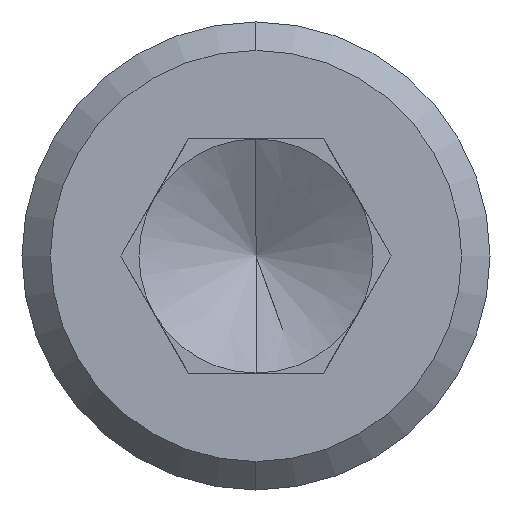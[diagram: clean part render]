
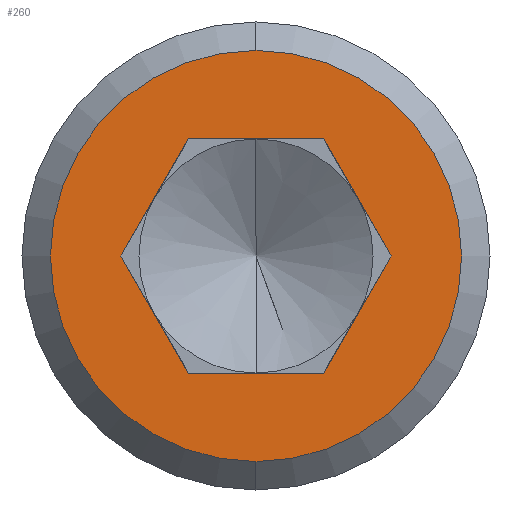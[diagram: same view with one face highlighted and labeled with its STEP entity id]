
A CAD part, left-side view. The second image highlights one B-rep face of the part: STEP entity #260.
In plain terms, the highlighted planar face has unit normal (-1, 0, 0).
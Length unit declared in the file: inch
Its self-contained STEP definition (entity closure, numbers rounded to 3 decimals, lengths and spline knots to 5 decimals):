
#1 = ORIENTED_EDGE ( 'NONE', *, *, #35, .T. ) ;
#25 = DIRECTION ( 'NONE',  ( 0., -0.5, -0.866 ) ) ;
#35 = EDGE_CURVE ( 'NONE', #328, #183, #113, .T. ) ;
#55 = ORIENTED_EDGE ( 'NONE', *, *, #704, .T. ) ;
#60 = LINE ( 'NONE', #195, #714 ) ;
#63 = ORIENTED_EDGE ( 'NONE', *, *, #92, .T. ) ;
#65 = CARTESIAN_POINT ( 'NONE',  ( 0., 0.04512, -0.07815 ) ) ;
#72 = VERTEX_POINT ( 'NONE', #95 ) ;
#82 = LINE ( 'NONE', #172, #376 ) ;
#92 = EDGE_CURVE ( 'NONE', #183, #328, #502, .T. ) ;
#95 = CARTESIAN_POINT ( 'NONE',  ( 0., -0.04512, -0.07815 ) ) ;
#97 = CARTESIAN_POINT ( 'NONE',  ( 0., 0., 0.13725 ) ) ;
#105 = DIRECTION ( 'NONE',  ( 0., -0.5, -0.866 ) ) ;
#106 = DIRECTION ( 'NONE',  ( 0., 0., 1. ) ) ;
#109 = CARTESIAN_POINT ( 'NONE',  ( 0., 0.09024, 0. ) ) ;
#113 = CIRCLE ( 'NONE', #223, 0.13725 ) ;
#117 = EDGE_CURVE ( 'NONE', #213, #277, #718, .T. ) ;
#118 = ORIENTED_EDGE ( 'NONE', *, *, #117, .F. ) ;
#143 = ORIENTED_EDGE ( 'NONE', *, *, #550, .F. ) ;
#157 = VECTOR ( 'NONE', #25, 39.37008 ) ;
#172 = CARTESIAN_POINT ( 'NONE',  ( 0., 0.04512, -0.07815 ) ) ;
#183 = VERTEX_POINT ( 'NONE', #97 ) ;
#184 = PLANE ( 'NONE',  #326 ) ;
#189 = CARTESIAN_POINT ( 'NONE',  ( 0., -0.09024, 0. ) ) ;
#195 = CARTESIAN_POINT ( 'NONE',  ( 0., 0.09024, 0. ) ) ;
#211 = DIRECTION ( 'NONE',  ( -1., 0., 0. ) ) ;
#213 = VERTEX_POINT ( 'NONE', #506 ) ;
#223 = AXIS2_PLACEMENT_3D ( 'NONE', #256, #475, #480 ) ;
#245 = AXIS2_PLACEMENT_3D ( 'NONE', #446, #211, #666 ) ;
#256 = CARTESIAN_POINT ( 'NONE',  ( 0., 0., 0. ) ) ;
#260 = ADVANCED_FACE ( 'NONE', ( #393, #738 ), #184, .T. ) ;
#277 = VERTEX_POINT ( 'NONE', #337 ) ;
#281 = CARTESIAN_POINT ( 'NONE',  ( 0., 0., 0. ) ) ;
#311 = EDGE_LOOP ( 'NONE', ( #1, #63 ) ) ;
#315 = LINE ( 'NONE', #476, #329 ) ;
#326 = AXIS2_PLACEMENT_3D ( 'NONE', #281, #745, #106 ) ;
#328 = VERTEX_POINT ( 'NONE', #509 ) ;
#329 = VECTOR ( 'NONE', #596, 39.37008 ) ;
#337 = CARTESIAN_POINT ( 'NONE',  ( 0., 0.04512, 0.07815 ) ) ;
#359 = ORIENTED_EDGE ( 'NONE', *, *, #520, .T. ) ;
#372 = VERTEX_POINT ( 'NONE', #65 ) ;
#375 = DIRECTION ( 'NONE',  ( 0., 1., 0. ) ) ;
#376 = VECTOR ( 'NONE', #562, 39.37008 ) ;
#393 = FACE_BOUND ( 'NONE', #697, .T. ) ;
#430 = CARTESIAN_POINT ( 'NONE',  ( 0., -0.04512, 0.07815 ) ) ;
#436 = EDGE_CURVE ( 'NONE', #622, #277, #60, .T. ) ;
#446 = CARTESIAN_POINT ( 'NONE',  ( 0., 0., 0. ) ) ;
#458 = ORIENTED_EDGE ( 'NONE', *, *, #436, .T. ) ;
#463 = CARTESIAN_POINT ( 'NONE',  ( 0., 0.09024, 0. ) ) ;
#475 = DIRECTION ( 'NONE',  ( -1., 0., 0. ) ) ;
#476 = CARTESIAN_POINT ( 'NONE',  ( 0., -0.09024, 0. ) ) ;
#480 = DIRECTION ( 'NONE',  ( 0., 0., 1. ) ) ;
#492 = VECTOR ( 'NONE', #375, 39.37008 ) ;
#502 = CIRCLE ( 'NONE', #245, 0.13725 ) ;
#506 = CARTESIAN_POINT ( 'NONE',  ( 0., -0.04512, 0.07815 ) ) ;
#509 = CARTESIAN_POINT ( 'NONE',  ( 0., 0., -0.13725 ) ) ;
#520 = EDGE_CURVE ( 'NONE', #213, #640, #606, .T. ) ;
#529 = EDGE_CURVE ( 'NONE', #372, #72, #82, .T. ) ;
#550 = EDGE_CURVE ( 'NONE', #622, #372, #619, .T. ) ;
#562 = DIRECTION ( 'NONE',  ( 0., -1., 0. ) ) ;
#596 = DIRECTION ( 'NONE',  ( 0., 0.5, -0.866 ) ) ;
#606 = LINE ( 'NONE', #430, #702 ) ;
#609 = CARTESIAN_POINT ( 'NONE',  ( 0., -0.04512, 0.07815 ) ) ;
#618 = ORIENTED_EDGE ( 'NONE', *, *, #529, .F. ) ;
#619 = LINE ( 'NONE', #109, #157 ) ;
#622 = VERTEX_POINT ( 'NONE', #463 ) ;
#631 = DIRECTION ( 'NONE',  ( 0., -0.5, 0.866 ) ) ;
#640 = VERTEX_POINT ( 'NONE', #189 ) ;
#666 = DIRECTION ( 'NONE',  ( 0., 0., 1. ) ) ;
#697 = EDGE_LOOP ( 'NONE', ( #458, #118, #359, #55, #618, #143 ) ) ;
#702 = VECTOR ( 'NONE', #105, 39.37008 ) ;
#704 = EDGE_CURVE ( 'NONE', #640, #72, #315, .T. ) ;
#714 = VECTOR ( 'NONE', #631, 39.37008 ) ;
#718 = LINE ( 'NONE', #609, #492 ) ;
#738 = FACE_OUTER_BOUND ( 'NONE', #311, .T. ) ;
#745 = DIRECTION ( 'NONE',  ( -1., 0., 0. ) ) ;
